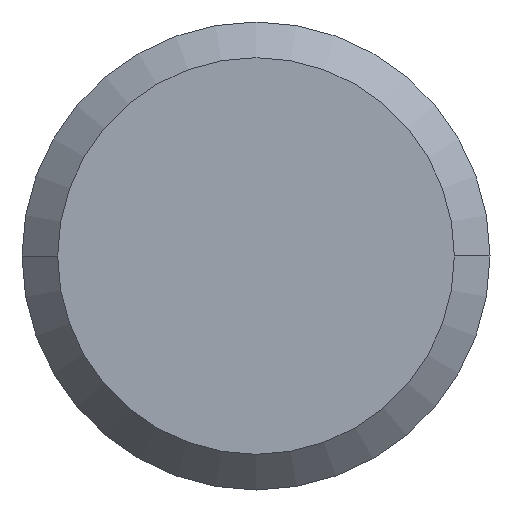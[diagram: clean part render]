
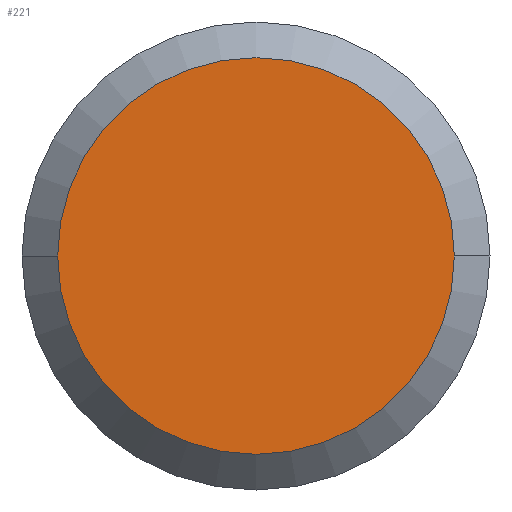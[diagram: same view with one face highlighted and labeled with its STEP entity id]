
A CAD part, left-side view. The second image highlights one B-rep face of the part: STEP entity #221.
In plain terms, the highlighted planar face has unit normal (-1, 0, 0).
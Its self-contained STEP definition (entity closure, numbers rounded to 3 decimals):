
#11 = VERTEX_POINT ( 'NONE', #268 ) ;
#19 = AXIS2_PLACEMENT_3D ( 'NONE', #355, #256, #65 ) ;
#43 = FACE_OUTER_BOUND ( 'NONE', #135, .T. ) ;
#65 = DIRECTION ( 'NONE',  ( 0., 1., 0. ) ) ;
#86 = ORIENTED_EDGE ( 'NONE', *, *, #238, .F. ) ;
#99 = AXIS2_PLACEMENT_3D ( 'NONE', #130, #157, #416 ) ;
#121 = EDGE_CURVE ( 'NONE', #11, #394, #186, .T. ) ;
#130 = CARTESIAN_POINT ( 'NONE',  ( 0., 0., 0. ) ) ;
#135 = EDGE_LOOP ( 'NONE', ( #86, #414 ) ) ;
#154 = PLANE ( 'NONE',  #99 ) ;
#157 = DIRECTION ( 'NONE',  ( -1., 0., 0. ) ) ;
#181 = CARTESIAN_POINT ( 'NONE',  ( 0., 0., 0. ) ) ;
#186 = CIRCLE ( 'NONE', #198, 4.238 ) ;
#198 = AXIS2_PLACEMENT_3D ( 'NONE', #181, #319, #247 ) ;
#221 = ADVANCED_FACE ( 'NONE', ( #43 ), #154, .T. ) ;
#237 = CARTESIAN_POINT ( 'NONE',  ( 0., 4.238, 0. ) ) ;
#238 = EDGE_CURVE ( 'NONE', #394, #11, #301, .T. ) ;
#247 = DIRECTION ( 'NONE',  ( 0., 1., 0. ) ) ;
#256 = DIRECTION ( 'NONE',  ( 1., 0., 0. ) ) ;
#268 = CARTESIAN_POINT ( 'NONE',  ( 0., -4.238, 0. ) ) ;
#301 = CIRCLE ( 'NONE', #19, 4.238 ) ;
#319 = DIRECTION ( 'NONE',  ( 1., 0., 0. ) ) ;
#355 = CARTESIAN_POINT ( 'NONE',  ( 0., 0., 0. ) ) ;
#394 = VERTEX_POINT ( 'NONE', #237 ) ;
#414 = ORIENTED_EDGE ( 'NONE', *, *, #121, .F. ) ;
#416 = DIRECTION ( 'NONE',  ( 0., -1., 0. ) ) ;
